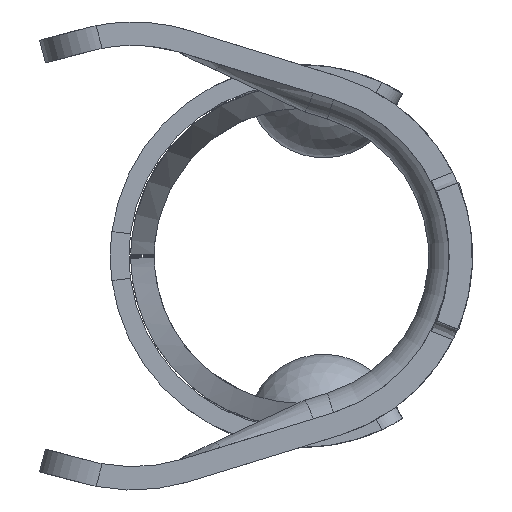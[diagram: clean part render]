
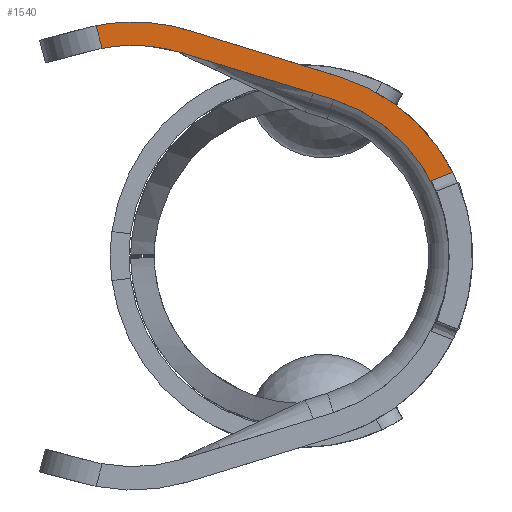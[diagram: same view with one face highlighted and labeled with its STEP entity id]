
A CAD part, left-side view. The second image highlights one B-rep face of the part: STEP entity #1540.
In plain terms, the highlighted planar face has unit normal (-1, 0, 0).
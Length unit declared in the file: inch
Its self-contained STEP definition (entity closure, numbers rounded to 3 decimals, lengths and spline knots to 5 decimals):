
#12 = CARTESIAN_POINT ( 'NONE',  ( 0., 0.16159, 0.19685 ) ) ;
#24 = ORIENTED_EDGE ( 'NONE', *, *, #11385, .F. ) ;
#63 = CARTESIAN_POINT ( 'NONE',  ( 0., -0.13407, 0.06801 ) ) ;
#72 = DIRECTION ( 'NONE',  ( -1., 0., 0. ) ) ;
#327 = CARTESIAN_POINT ( 'NONE',  ( 0., 0.13, 0.04 ) ) ;
#453 = EDGE_CURVE ( 'NONE', #15887, #6012, #12422, .T. ) ;
#554 = VECTOR ( 'NONE', #15768, 39.37008 ) ;
#643 = CARTESIAN_POINT ( 'NONE',  ( 0., -0.12472, 0.06438 ) ) ;
#755 = AXIS2_PLACEMENT_3D ( 'NONE', #327, #9691, #15039 ) ;
#906 = DIRECTION ( 'NONE',  ( 1., 0., 0. ) ) ;
#1387 = CARTESIAN_POINT ( 'NONE',  ( 0., -0.12862, 0.06589 ) ) ;
#1516 = ORIENTED_EDGE ( 'NONE', *, *, #13841, .F. ) ;
#1540 = ADVANCED_FACE ( 'NONE', ( #5592 ), #10955, .F. ) ;
#1655 = CARTESIAN_POINT ( 'NONE',  ( 0., -0.04117, 0.13381 ) ) ;
#2080 = CARTESIAN_POINT ( 'NONE',  ( 0., -0.12472, 0.06438 ) ) ;
#2092 = VERTEX_POINT ( 'NONE', #2843 ) ;
#2630 = DIRECTION ( 'NONE',  ( 1., 0., 0. ) ) ;
#2697 = CARTESIAN_POINT ( 'NONE',  ( 0., -0.12472, 0.06438 ) ) ;
#2709 = VERTEX_POINT ( 'NONE', #12 ) ;
#2749 = ORIENTED_EDGE ( 'NONE', *, *, #10222, .T. ) ;
#2843 = CARTESIAN_POINT ( 'NONE',  ( 0., 0.08295, 0.19292 ) ) ;
#2854 = EDGE_CURVE ( 'NONE', #2092, #6192, #10340, .T. ) ;
#2916 = ORIENTED_EDGE ( 'NONE', *, *, #6515, .T. ) ;
#2957 = VERTEX_POINT ( 'NONE', #16279 ) ;
#3005 = AXIS2_PLACEMENT_3D ( 'NONE', #14630, #2630, #7961 ) ;
#3386 = CARTESIAN_POINT ( 'NONE',  ( 0., -0.12868, 0.05515 ) ) ;
#3677 = DIRECTION ( 'NONE',  ( 0., -0.956, -0.294 ) ) ;
#3913 = VECTOR ( 'NONE', #3677, 39.37008 ) ;
#4083 = CARTESIAN_POINT ( 'NONE',  ( 0., -0.14051, 0.07053 ) ) ;
#4139 = ORIENTED_EDGE ( 'NONE', *, *, #2854, .F. ) ;
#4288 = DIRECTION ( 'NONE',  ( 1., 0., 0. ) ) ;
#4319 = EDGE_CURVE ( 'NONE', #2957, #17009, #13657, .T. ) ;
#4339 = DIRECTION ( 'NONE',  ( 1., 0., 0. ) ) ;
#4394 = CARTESIAN_POINT ( 'NONE',  ( 0., 0.13, 0.2 ) ) ;
#4970 = AXIS2_PLACEMENT_3D ( 'NONE', #16346, #4339, #9685 ) ;
#5067 = LINE ( 'NONE', #10423, #554 ) ;
#5099 = DIRECTION ( 'NONE',  ( 0., 0., 1. ) ) ;
#5239 = CIRCLE ( 'NONE', #3005, 0.16 ) ;
#5388 = B_SPLINE_CURVE_WITH_KNOTS ( 'NONE', 3,
 ( #2697, #8030, #13383, #1387, #6715, #12075, #63, #5399, #10750, #16093, #4083, #9431, #14778 ),
 .UNSPECIFIED., .F., .F.,
 ( 4, 3, 3, 3, 4 ),
 ( 0.00001, 0.00012, 0.00026, 0.0004, 0.00051 ),
 .UNSPECIFIED. ) ;
#5399 = CARTESIAN_POINT ( 'NONE',  ( 0., -0.13579, 0.06868 ) ) ;
#5406 = DIRECTION ( 'NONE',  ( 0., 0., -1. ) ) ;
#5556 = CARTESIAN_POINT ( 'NONE',  ( 0., -0.12868, 0.05515 ) ) ;
#5592 = FACE_OUTER_BOUND ( 'NONE', #16758, .T. ) ;
#5976 = CARTESIAN_POINT ( 'NONE',  ( 0., 0.08883, 0.17381 ) ) ;
#6012 = VERTEX_POINT ( 'NONE', #643 ) ;
#6192 = VERTEX_POINT ( 'NONE', #8068 ) ;
#6234 = DIRECTION ( 'NONE',  ( 0., 0., 1. ) ) ;
#6515 = EDGE_CURVE ( 'NONE', #2709, #11466, #5067, .T. ) ;
#6715 = CARTESIAN_POINT ( 'NONE',  ( 0., -0.13044, 0.0666 ) ) ;
#6984 = DIRECTION ( 'NONE',  ( 0., 0.956, 0.294 ) ) ;
#7004 = VECTOR ( 'NONE', #6984, 39.37008 ) ;
#7317 = CARTESIAN_POINT ( 'NONE',  ( 0., 0.13, 0.18 ) ) ;
#7961 = DIRECTION ( 'NONE',  ( 0., 0., -1. ) ) ;
#8030 = CARTESIAN_POINT ( 'NONE',  ( 0., -0.12602, 0.06489 ) ) ;
#8068 = CARTESIAN_POINT ( 'NONE',  ( 0., -0.04705, 0.15292 ) ) ;
#8709 = CIRCLE ( 'NONE', #10953, 0.14 ) ;
#8732 = CARTESIAN_POINT ( 'NONE',  ( 0., -0.12736, 0.05823 ) ) ;
#8868 = CARTESIAN_POINT ( 'NONE',  ( 0., 0.13, 0.04 ) ) ;
#8933 = EDGE_CURVE ( 'NONE', #17009, #8967, #10549, .T. ) ;
#8967 = VERTEX_POINT ( 'NONE', #7317 ) ;
#9407 = CIRCLE ( 'NONE', #16960, 0.14 ) ;
#9431 = CARTESIAN_POINT ( 'NONE',  ( 0., -0.14181, 0.07105 ) ) ;
#9632 = DIRECTION ( 'NONE',  ( 0., 0., -1. ) ) ;
#9650 = ORIENTED_EDGE ( 'NONE', *, *, #8933, .F. ) ;
#9685 = DIRECTION ( 'NONE',  ( 0., 0., 1. ) ) ;
#9691 = DIRECTION ( 'NONE',  ( -1., 0., 0. ) ) ;
#10222 = EDGE_CURVE ( 'NONE', #6012, #15668, #5388, .T. ) ;
#10340 = LINE ( 'NONE', #15684, #3913 ) ;
#10423 = CARTESIAN_POINT ( 'NONE',  ( 0., 0.10093, -0.03231 ) ) ;
#10549 = CIRCLE ( 'NONE', #755, 0.14 ) ;
#10750 = CARTESIAN_POINT ( 'NONE',  ( 0., -0.1375, 0.06935 ) ) ;
#10953 = AXIS2_PLACEMENT_3D ( 'NONE', #11775, #17117, #5099 ) ;
#10955 = PLANE ( 'NONE',  #13452 ) ;
#11385 = EDGE_CURVE ( 'NONE', #15887, #2957, #9407, .T. ) ;
#11466 = VERTEX_POINT ( 'NONE', #13561 ) ;
#11775 = CARTESIAN_POINT ( 'NONE',  ( 0., 0.13, 0.04 ) ) ;
#11848 = VERTEX_POINT ( 'NONE', #4394 ) ;
#12075 = CARTESIAN_POINT ( 'NONE',  ( 0., -0.13226, 0.0673 ) ) ;
#12084 = CARTESIAN_POINT ( 'NONE',  ( 0., 0., 0. ) ) ;
#12422 = B_SPLINE_CURVE_WITH_KNOTS ( 'NONE', 3,
 ( #3386, #8732, #14080, #2080 ),
 .UNSPECIFIED., .F., .F.,
 ( 4, 4 ),
 ( 0., 0.00026 ),
 .UNSPECIFIED. ) ;
#12532 = CIRCLE ( 'NONE', #4970, 0.16 ) ;
#12761 = ORIENTED_EDGE ( 'NONE', *, *, #14857, .F. ) ;
#12850 = ORIENTED_EDGE ( 'NONE', *, *, #17155, .F. ) ;
#13351 = EDGE_CURVE ( 'NONE', #6192, #15668, #5239, .T. ) ;
#13383 = CARTESIAN_POINT ( 'NONE',  ( 0., -0.12732, 0.06539 ) ) ;
#13432 = ORIENTED_EDGE ( 'NONE', *, *, #453, .T. ) ;
#13452 = AXIS2_PLACEMENT_3D ( 'NONE', #16293, #4288, #9632 ) ;
#13520 = ORIENTED_EDGE ( 'NONE', *, *, #13351, .F. ) ;
#13561 = CARTESIAN_POINT ( 'NONE',  ( 0., 0.15646, 0.17748 ) ) ;
#13657 = LINE ( 'NONE', #1655, #7004 ) ;
#13841 = EDGE_CURVE ( 'NONE', #11848, #2092, #16453, .T. ) ;
#14080 = CARTESIAN_POINT ( 'NONE',  ( 0., -0.12604, 0.06131 ) ) ;
#14228 = AXIS2_PLACEMENT_3D ( 'NONE', #8868, #906, #6234 ) ;
#14259 = CARTESIAN_POINT ( 'NONE',  ( 0., -0.14311, 0.07156 ) ) ;
#14630 = CARTESIAN_POINT ( 'NONE',  ( 0., 0., 0. ) ) ;
#14778 = CARTESIAN_POINT ( 'NONE',  ( 0., -0.14311, 0.07156 ) ) ;
#14857 = EDGE_CURVE ( 'NONE', #2709, #11848, #12532, .T. ) ;
#15039 = DIRECTION ( 'NONE',  ( 0., 0., 1. ) ) ;
#15668 = VERTEX_POINT ( 'NONE', #14259 ) ;
#15684 = CARTESIAN_POINT ( 'NONE',  ( 0., -0.04705, 0.15292 ) ) ;
#15768 = DIRECTION ( 'NONE',  ( 0., -0.256, -0.967 ) ) ;
#15779 = ORIENTED_EDGE ( 'NONE', *, *, #4319, .F. ) ;
#15887 = VERTEX_POINT ( 'NONE', #5556 ) ;
#16093 = CARTESIAN_POINT ( 'NONE',  ( 0., -0.13921, 0.07002 ) ) ;
#16279 = CARTESIAN_POINT ( 'NONE',  ( 0., -0.04117, 0.13381 ) ) ;
#16293 = CARTESIAN_POINT ( 'NONE',  ( 0., 0.13, -0.04 ) ) ;
#16346 = CARTESIAN_POINT ( 'NONE',  ( 0., 0.13, 0.04 ) ) ;
#16453 = CIRCLE ( 'NONE', #14228, 0.16 ) ;
#16758 = EDGE_LOOP ( 'NONE', ( #24, #13432, #2749, #13520, #4139, #1516, #12761, #2916, #12850, #9650, #15779 ) ) ;
#16960 = AXIS2_PLACEMENT_3D ( 'NONE', #12084, #72, #5406 ) ;
#17009 = VERTEX_POINT ( 'NONE', #5976 ) ;
#17117 = DIRECTION ( 'NONE',  ( -1., 0., 0. ) ) ;
#17155 = EDGE_CURVE ( 'NONE', #8967, #11466, #8709, .T. ) ;
